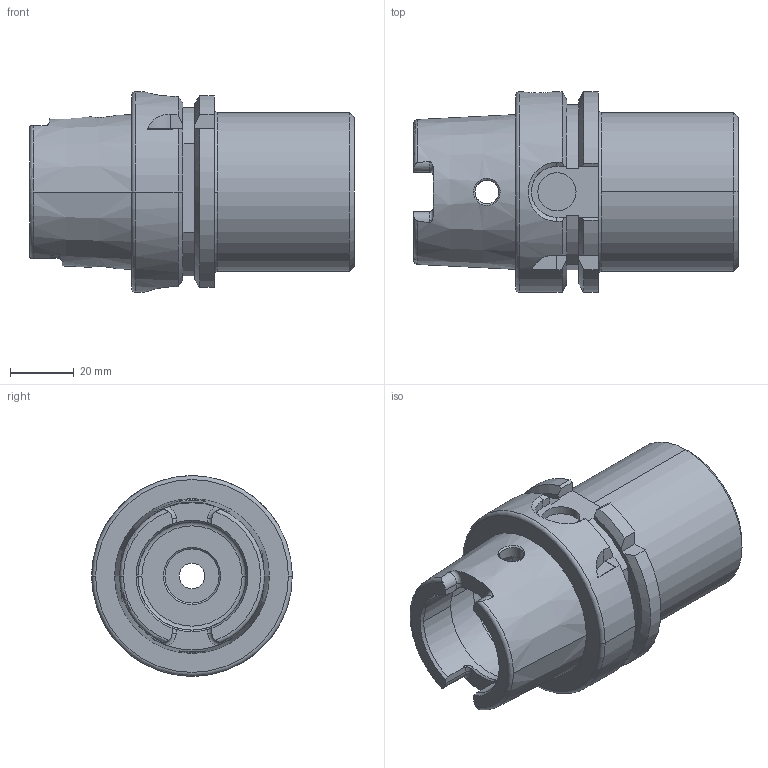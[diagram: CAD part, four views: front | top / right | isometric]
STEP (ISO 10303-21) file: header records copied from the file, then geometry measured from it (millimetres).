
FILE_DESCRIPTION (( 'STEP AP214' ), '1' );
FILE_NAME ('9163A-ER840085.STEP', '2020-05-26T06:32:57', ( '' ), ( '' ), 'SwSTEP 2.0', 'SolidWorks 2018', '' );
FILE_SCHEMA (( 'AUTOMOTIVE_DESIGN' ));
Length unit declared in the file: millimetre
Products named in the file (1): 9163A-ER840085
Bounding box: 102 x 63 x 63 mm (x, y, z)
Volume: 127847.8 mm3; surface area: 33310.9 mm2
Topology: 1 solids, 1 shells, 155 faces, 402 edges, 254 vertices
Faces by surface type: plane 52, cylinder 47, cone 25, torus 21, bspline 10
Entity records: 6412 total; most frequent: CARTESIAN_POINT 2302, ORIENTED_EDGE 800, DIRECTION 748, EDGE_CURVE 400, AXIS2_PLACEMENT_3D 298, VERTEX_POINT 254, EDGE_LOOP 168, FACE_OUTER_BOUND 155
